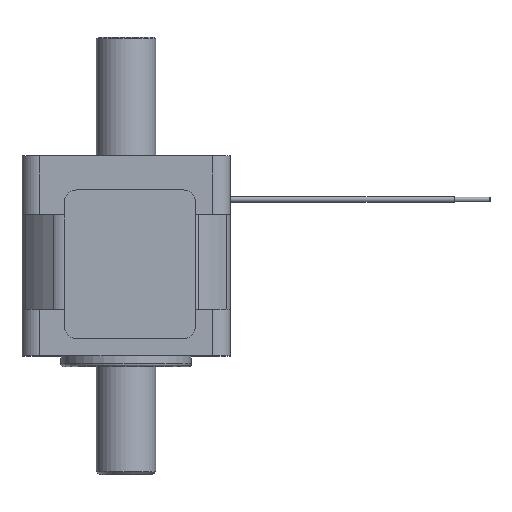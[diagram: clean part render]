
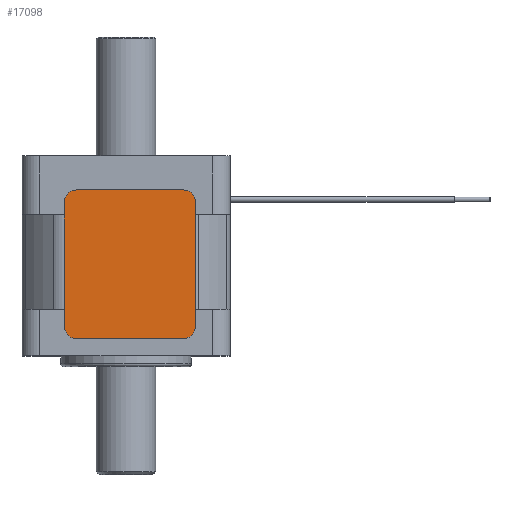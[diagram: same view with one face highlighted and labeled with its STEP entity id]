
A CAD part, top view. The second image highlights one B-rep face of the part: STEP entity #17098.
In plain terms, the highlighted face is planar.
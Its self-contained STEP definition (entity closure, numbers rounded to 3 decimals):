
#959=PLANE('',#19059);
#1882=FACE_OUTER_BOUND('',#2965,.T.);
#2965=EDGE_LOOP('',(#15744,#15745,#15746,#15747,#15748,#15749,#15750,#15751));
#4389=LINE('',#32256,#5826);
#4393=LINE('',#32268,#5830);
#4397=LINE('',#32280,#5834);
#4401=LINE('',#32291,#5838);
#5826=VECTOR('',#24353,18.);
#5830=VECTOR('',#24365,21.);
#5834=VECTOR('',#24377,18.);
#5838=VECTOR('',#24389,21.);
#6797=CIRCLE('',#19043,2.);
#6799=CIRCLE('',#19047,2.);
#6801=CIRCLE('',#19051,2.);
#6803=CIRCLE('',#19055,2.);
#8419=VERTEX_POINT('',#32246);
#8420=VERTEX_POINT('',#32247);
#8423=VERTEX_POINT('',#32255);
#8425=VERTEX_POINT('',#32261);
#8427=VERTEX_POINT('',#32267);
#8429=VERTEX_POINT('',#32273);
#8431=VERTEX_POINT('',#32279);
#8433=VERTEX_POINT('',#32285);
#10850=EDGE_CURVE('',#8419,#8420,#6797,.T.);
#10854=EDGE_CURVE('',#8423,#8419,#4389,.T.);
#10857=EDGE_CURVE('',#8425,#8423,#6799,.T.);
#10860=EDGE_CURVE('',#8427,#8425,#4393,.T.);
#10863=EDGE_CURVE('',#8429,#8427,#6801,.T.);
#10866=EDGE_CURVE('',#8431,#8429,#4397,.T.);
#10869=EDGE_CURVE('',#8433,#8431,#6803,.T.);
#10872=EDGE_CURVE('',#8420,#8433,#4401,.T.);
#15744=ORIENTED_EDGE('',*,*,#10872,.F.);
#15745=ORIENTED_EDGE('',*,*,#10850,.F.);
#15746=ORIENTED_EDGE('',*,*,#10854,.F.);
#15747=ORIENTED_EDGE('',*,*,#10857,.F.);
#15748=ORIENTED_EDGE('',*,*,#10860,.F.);
#15749=ORIENTED_EDGE('',*,*,#10863,.F.);
#15750=ORIENTED_EDGE('',*,*,#10866,.F.);
#15751=ORIENTED_EDGE('',*,*,#10869,.F.);
#17098=ADVANCED_FACE('',(#1882),#959,.F.);
#19043=AXIS2_PLACEMENT_3D('',#32248,#24345,#24346);
#19047=AXIS2_PLACEMENT_3D('',#32262,#24358,#24359);
#19051=AXIS2_PLACEMENT_3D('',#32274,#24370,#24371);
#19055=AXIS2_PLACEMENT_3D('',#32286,#24382,#24383);
#19059=AXIS2_PLACEMENT_3D('',#32294,#24393,#24394);
#24345=DIRECTION('center_axis',(0.,0.,1.));
#24346=DIRECTION('ref_axis',(0.,1.,0.));
#24353=DIRECTION('',(-1.,0.,0.));
#24358=DIRECTION('center_axis',(0.,0.,1.));
#24359=DIRECTION('ref_axis',(1.,0.,0.));
#24365=DIRECTION('',(0.,1.,0.));
#24370=DIRECTION('center_axis',(0.,0.,1.));
#24371=DIRECTION('ref_axis',(0.,-1.,0.));
#24377=DIRECTION('',(1.,0.,0.));
#24382=DIRECTION('center_axis',(0.,0.,1.));
#24383=DIRECTION('ref_axis',(-1.,0.,0.));
#24389=DIRECTION('',(0.,-1.,0.));
#24393=DIRECTION('center_axis',(0.,0.,1.));
#24394=DIRECTION('ref_axis',(1.,0.,0.));
#32246=CARTESIAN_POINT('',(2.,25.,0.));
#32247=CARTESIAN_POINT('',(0.,23.,0.));
#32248=CARTESIAN_POINT('Origin',(2.,23.,0.));
#32255=CARTESIAN_POINT('',(20.,25.,0.));
#32256=CARTESIAN_POINT('',(20.,25.,0.));
#32261=CARTESIAN_POINT('',(22.,23.,0.));
#32262=CARTESIAN_POINT('Origin',(20.,23.,0.));
#32267=CARTESIAN_POINT('',(22.,2.,0.));
#32268=CARTESIAN_POINT('',(22.,2.,0.));
#32273=CARTESIAN_POINT('',(20.,0.,0.));
#32274=CARTESIAN_POINT('Origin',(20.,2.,0.));
#32279=CARTESIAN_POINT('',(2.,0.,0.));
#32280=CARTESIAN_POINT('',(2.,0.,0.));
#32285=CARTESIAN_POINT('',(0.,2.,0.));
#32286=CARTESIAN_POINT('Origin',(2.,2.,0.));
#32291=CARTESIAN_POINT('',(0.,23.,0.));
#32294=CARTESIAN_POINT('Origin',(11.,12.5,0.));
